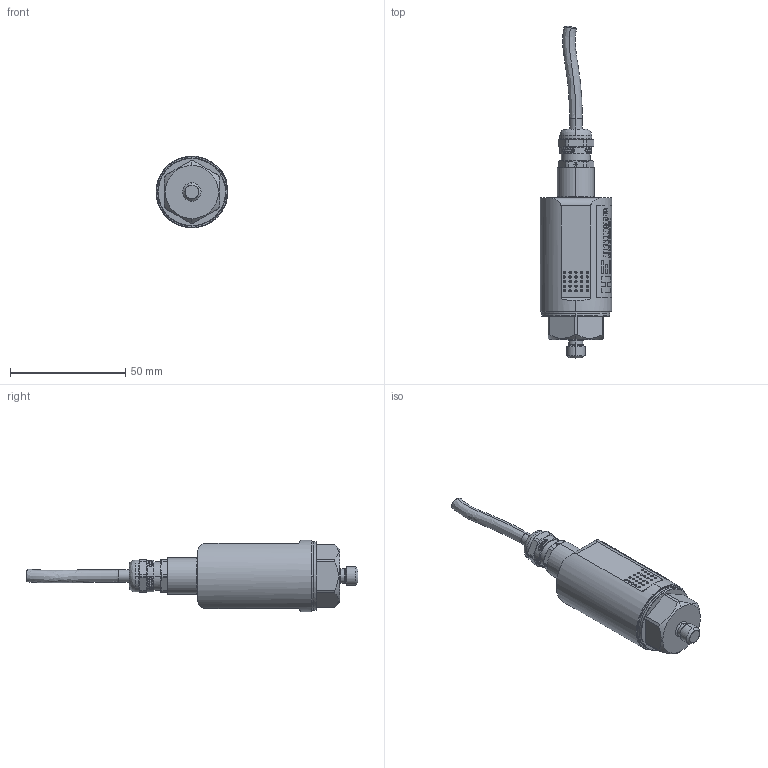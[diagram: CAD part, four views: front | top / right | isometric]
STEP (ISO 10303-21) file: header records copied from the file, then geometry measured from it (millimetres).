
FILE_DESCRIPTION (( 'STEP AP214' ), '1' );
FILE_NAME ('02.113.008_Stand07102016_01.STEP', '2016-10-07T11:36:59', ( '' ), ( '' ), 'SwSTEP 2.0', 'SolidWorks 2016', '' );
FILE_SCHEMA (( 'AUTOMOTIVE_DESIGN' ));
Length unit declared in the file: millimetre
Products named in the file (1): 02.113.008_Stand07102016_01
Bounding box: 31.1 x 143.93 x 31 mm (x, y, z)
Volume: 48989.8 mm3; surface area: 10639 mm2
Topology: 2 solids, 6 shells, 886 faces, 2469 edges, 1511 vertices
Faces by surface type: plane 514, bspline 197, cylinder 144, cone 31
Entity records: 46404 total; most frequent: CARTESIAN_POINT 17403, ORIENTED_EDGE 4538, DIRECTION 3206, EDGE_CURVE 2269, VERTEX_POINT 1511, VECTOR 1142, LINE 1142, AXIS2_PLACEMENT_3D 1032
